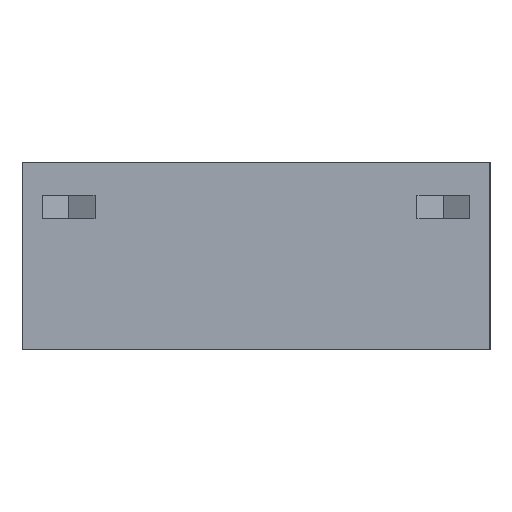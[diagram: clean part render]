
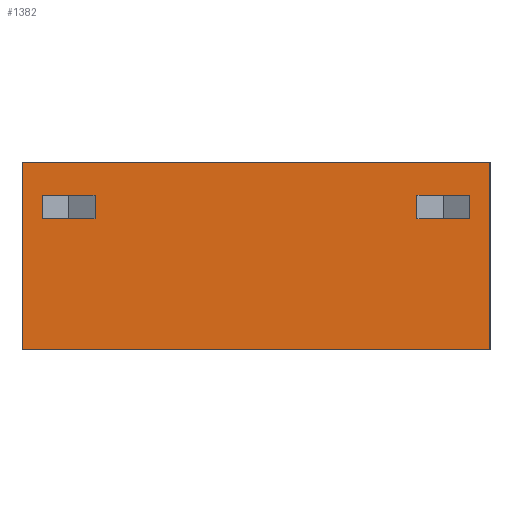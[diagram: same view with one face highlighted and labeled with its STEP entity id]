
A CAD part, left-side view. The second image highlights one B-rep face of the part: STEP entity #1382.
In plain terms, the highlighted planar face has unit normal (-1, 0, 0).
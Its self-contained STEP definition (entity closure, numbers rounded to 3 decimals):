
#55=FACE_BOUND('',#326,.T.);
#56=FACE_BOUND('',#327,.T.);
#225=FACE_OUTER_BOUND('',#325,.T.);
#325=EDGE_LOOP('',(#1200,#1201,#1202,#1203));
#326=EDGE_LOOP('',(#1204,#1205,#1206,#1207));
#327=EDGE_LOOP('',(#1208,#1209,#1210,#1211));
#405=LINE('',#2157,#531);
#416=LINE('',#2184,#542);
#438=LINE('',#2235,#564);
#440=LINE('',#2239,#566);
#453=LINE('',#2268,#579);
#455=LINE('',#2274,#581);
#460=LINE('',#2294,#586);
#461=LINE('',#2296,#587);
#464=LINE('',#2305,#590);
#465=LINE('',#2307,#591);
#466=LINE('',#2309,#592);
#467=LINE('',#2310,#593);
#531=VECTOR('',#1774,10.);
#542=VECTOR('',#1797,10.);
#564=VECTOR('',#1841,10.);
#566=VECTOR('',#1845,10.);
#579=VECTOR('',#1874,10.);
#581=VECTOR('',#1880,10.);
#586=VECTOR('',#1905,10.);
#587=VECTOR('',#1908,10.);
#590=VECTOR('',#1919,10.);
#591=VECTOR('',#1920,10.);
#592=VECTOR('',#1921,10.);
#593=VECTOR('',#1922,10.);
#668=VERTEX_POINT('',#2150);
#671=VERTEX_POINT('',#2155);
#678=VERTEX_POINT('',#2177);
#681=VERTEX_POINT('',#2182);
#699=VERTEX_POINT('',#2234);
#700=VERTEX_POINT('',#2238);
#708=VERTEX_POINT('',#2266);
#710=VERTEX_POINT('',#2272);
#716=VERTEX_POINT('',#2303);
#717=VERTEX_POINT('',#2304);
#718=VERTEX_POINT('',#2306);
#719=VERTEX_POINT('',#2308);
#818=EDGE_CURVE('',#668,#671,#405,.T.);
#831=EDGE_CURVE('',#678,#681,#416,.T.);
#856=EDGE_CURVE('',#699,#668,#438,.T.);
#858=EDGE_CURVE('',#700,#678,#440,.T.);
#873=EDGE_CURVE('',#681,#708,#453,.T.);
#876=EDGE_CURVE('',#671,#710,#455,.T.);
#886=EDGE_CURVE('',#708,#700,#460,.T.);
#887=EDGE_CURVE('',#710,#699,#461,.T.);
#890=EDGE_CURVE('',#716,#717,#464,.T.);
#891=EDGE_CURVE('',#717,#718,#465,.T.);
#892=EDGE_CURVE('',#718,#719,#466,.T.);
#893=EDGE_CURVE('',#719,#716,#467,.T.);
#1200=ORIENTED_EDGE('',*,*,#890,.T.);
#1201=ORIENTED_EDGE('',*,*,#891,.T.);
#1202=ORIENTED_EDGE('',*,*,#892,.T.);
#1203=ORIENTED_EDGE('',*,*,#893,.T.);
#1204=ORIENTED_EDGE('',*,*,#887,.T.);
#1205=ORIENTED_EDGE('',*,*,#856,.T.);
#1206=ORIENTED_EDGE('',*,*,#818,.T.);
#1207=ORIENTED_EDGE('',*,*,#876,.T.);
#1208=ORIENTED_EDGE('',*,*,#858,.T.);
#1209=ORIENTED_EDGE('',*,*,#831,.T.);
#1210=ORIENTED_EDGE('',*,*,#873,.T.);
#1211=ORIENTED_EDGE('',*,*,#886,.T.);
#1306=PLANE('',#1541);
#1382=ADVANCED_FACE('',(#225,#55,#56),#1306,.T.);
#1541=AXIS2_PLACEMENT_3D('',#2302,#1917,#1918);
#1774=DIRECTION('',(0.,0.,-1.));
#1797=DIRECTION('',(0.,0.,-1.));
#1841=DIRECTION('',(0.,-1.,0.));
#1845=DIRECTION('',(0.,-1.,0.));
#1874=DIRECTION('',(0.,1.,0.));
#1880=DIRECTION('',(0.,1.,0.));
#1905=DIRECTION('',(0.,0.,1.));
#1908=DIRECTION('',(0.,0.,1.));
#1917=DIRECTION('center_axis',(-1.,0.,0.));
#1918=DIRECTION('ref_axis',(0.,-1.,0.));
#1919=DIRECTION('',(0.,0.,-1.));
#1920=DIRECTION('',(0.,-1.,0.));
#1921=DIRECTION('',(0.,0.,1.));
#1922=DIRECTION('',(0.,1.,0.));
#2150=CARTESIAN_POINT('',(10.,-27.8,16.5));
#2155=CARTESIAN_POINT('',(10.,-27.8,14.));
#2157=CARTESIAN_POINT('',(10.,-27.8,17.));
#2177=CARTESIAN_POINT('',(10.,-67.8,16.5));
#2182=CARTESIAN_POINT('',(10.,-67.8,14.));
#2184=CARTESIAN_POINT('',(10.,-67.8,17.));
#2234=CARTESIAN_POINT('',(10.,-22.2,16.5));
#2235=CARTESIAN_POINT('',(10.,-23.9,16.5));
#2238=CARTESIAN_POINT('',(10.,-62.2,16.5));
#2239=CARTESIAN_POINT('',(10.,-43.9,16.5));
#2266=CARTESIAN_POINT('',(10.,-62.2,14.));
#2268=CARTESIAN_POINT('',(10.,-41.1,14.));
#2272=CARTESIAN_POINT('',(10.,-22.2,14.));
#2274=CARTESIAN_POINT('',(10.,-21.1,14.));
#2294=CARTESIAN_POINT('',(10.,-62.2,18.25));
#2296=CARTESIAN_POINT('',(10.,-22.2,18.25));
#2302=CARTESIAN_POINT('Origin',(10.,-20.,20.));
#2303=CARTESIAN_POINT('',(10.,-20.,20.));
#2304=CARTESIAN_POINT('',(10.,-20.,0.));
#2305=CARTESIAN_POINT('',(10.,-20.,0.));
#2306=CARTESIAN_POINT('',(10.,-70.,0.));
#2307=CARTESIAN_POINT('',(10.,-20.,0.));
#2308=CARTESIAN_POINT('',(10.,-70.,20.));
#2309=CARTESIAN_POINT('',(10.,-70.,0.));
#2310=CARTESIAN_POINT('',(10.,-20.,20.));
